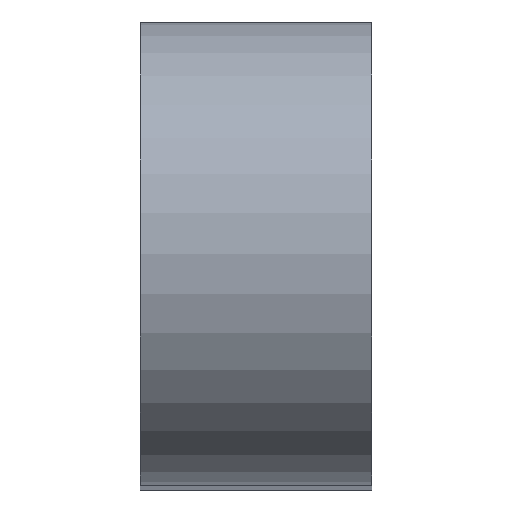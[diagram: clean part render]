
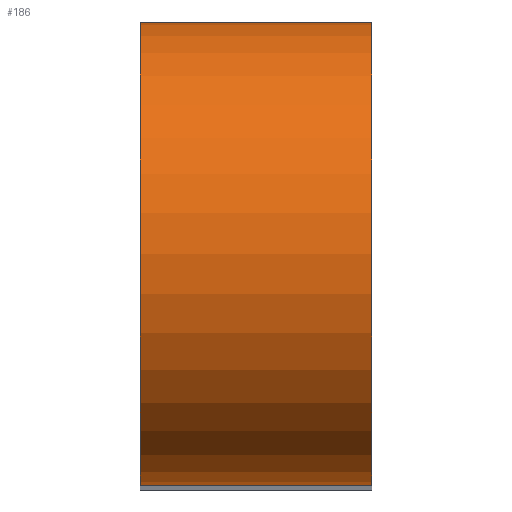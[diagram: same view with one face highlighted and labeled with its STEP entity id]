
A CAD part, top view. The second image highlights one B-rep face of the part: STEP entity #186.
In plain terms, the highlighted cylindrical face has radius 5 mm (diameter 10 mm), a partial arc.
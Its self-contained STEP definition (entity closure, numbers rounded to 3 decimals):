
#17=CIRCLE('',#220,5.);
#18=CIRCLE('',#221,5.);
#21=CYLINDRICAL_SURFACE('',#219,5.);
#28=FACE_OUTER_BOUND('',#38,.T.);
#38=EDGE_LOOP('',(#145,#146,#147,#148));
#60=LINE('',#311,#80);
#61=LINE('',#317,#81);
#80=VECTOR('',#255,10.);
#81=VECTOR('',#262,10.);
#93=VERTEX_POINT('',#304);
#96=VERTEX_POINT('',#309);
#97=VERTEX_POINT('',#313);
#98=VERTEX_POINT('',#315);
#116=EDGE_CURVE('',#93,#96,#60,.T.);
#117=EDGE_CURVE('',#97,#93,#17,.T.);
#118=EDGE_CURVE('',#98,#96,#18,.T.);
#119=EDGE_CURVE('',#97,#98,#61,.T.);
#145=ORIENTED_EDGE('',*,*,#117,.T.);
#146=ORIENTED_EDGE('',*,*,#116,.T.);
#147=ORIENTED_EDGE('',*,*,#118,.F.);
#148=ORIENTED_EDGE('',*,*,#119,.F.);
#186=ADVANCED_FACE('',(#28),#21,.T.);
#219=AXIS2_PLACEMENT_3D('',#312,#256,#257);
#220=AXIS2_PLACEMENT_3D('',#314,#258,#259);
#221=AXIS2_PLACEMENT_3D('',#316,#260,#261);
#255=DIRECTION('',(1.,0.,0.));
#256=DIRECTION('center_axis',(1.,0.,0.));
#257=DIRECTION('ref_axis',(0.,1.,0.));
#258=DIRECTION('center_axis',(1.,0.,0.));
#259=DIRECTION('ref_axis',(0.,1.,0.));
#260=DIRECTION('center_axis',(1.,0.,0.));
#261=DIRECTION('ref_axis',(0.,1.,0.));
#262=DIRECTION('',(1.,0.,0.));
#304=CARTESIAN_POINT('',(0.,-5.,25.));
#309=CARTESIAN_POINT('',(5.,-5.,25.));
#311=CARTESIAN_POINT('',(0.,-5.,25.));
#312=CARTESIAN_POINT('Origin',(0.,0.,25.));
#313=CARTESIAN_POINT('',(0.,5.,25.));
#314=CARTESIAN_POINT('Origin',(0.,0.,25.));
#315=CARTESIAN_POINT('',(5.,5.,25.));
#316=CARTESIAN_POINT('Origin',(5.,0.,25.));
#317=CARTESIAN_POINT('',(0.,5.,25.));
